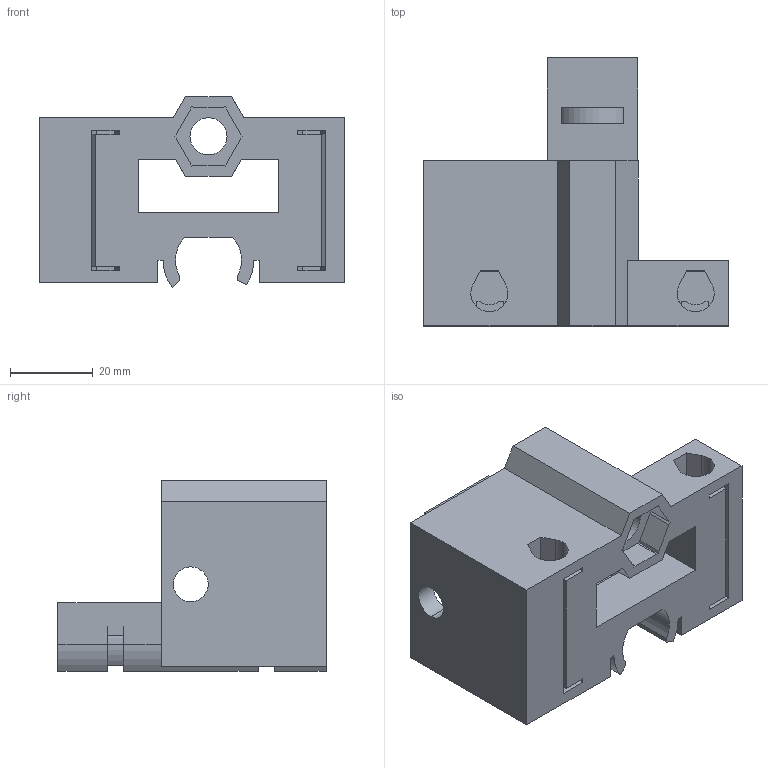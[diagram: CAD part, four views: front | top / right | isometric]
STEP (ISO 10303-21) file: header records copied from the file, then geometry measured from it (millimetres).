
FILE_DESCRIPTION (( 'STEP AP203' ), '1' );
FILE_NAME ('X-idle.STEP', '2016-06-02T16:42:54', ( '' ), ( '' ), 'SwSTEP 2.0', 'SolidWorks 2015', '' );
FILE_SCHEMA (( 'CONFIG_CONTROL_DESIGN' ));
Length unit declared in the file: millimetre
Products named in the file (1): X-idle
Bounding box: 73.8 x 65 x 46.29 mm (x, y, z)
Volume: 54886.5 mm3; surface area: 27247.1 mm2
Topology: 1 solids, 1 shells, 156 faces, 461 edges, 305 vertices
Faces by surface type: plane 125, cylinder 31
Entity records: 5276 total; most frequent: CARTESIAN_POINT 923, ORIENTED_EDGE 922, DIRECTION 849, EDGE_CURVE 461, LINE 387, VECTOR 387, VERTEX_POINT 305, AXIS2_PLACEMENT_3D 231
